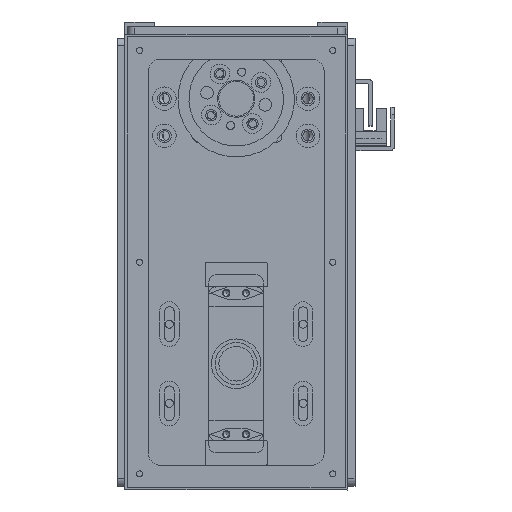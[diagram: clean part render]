
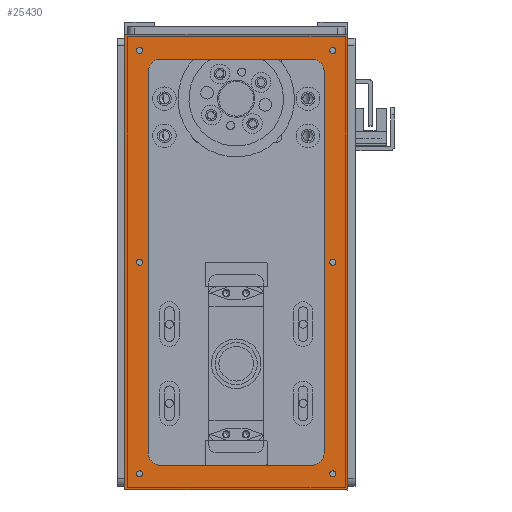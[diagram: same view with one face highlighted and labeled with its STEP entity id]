
A CAD part, left-side view. The second image highlights one B-rep face of the part: STEP entity #25430.
In plain terms, the highlighted face is planar.
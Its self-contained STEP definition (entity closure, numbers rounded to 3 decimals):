
#905=FACE_BOUND('',#5000,.T.);
#906=FACE_BOUND('',#5001,.T.);
#907=FACE_BOUND('',#5002,.T.);
#908=FACE_BOUND('',#5003,.T.);
#909=FACE_BOUND('',#5004,.T.);
#910=FACE_BOUND('',#5005,.T.);
#911=FACE_BOUND('',#5006,.T.);
#1483=PLANE('',#28200);
#3294=FACE_OUTER_BOUND('',#4999,.T.);
#4999=EDGE_LOOP('',(#22372,#22373,#22374,#22375));
#5000=EDGE_LOOP('',(#22376));
#5001=EDGE_LOOP('',(#22377));
#5002=EDGE_LOOP('',(#22378));
#5003=EDGE_LOOP('',(#22379));
#5004=EDGE_LOOP('',(#22380));
#5005=EDGE_LOOP('',(#22381));
#5006=EDGE_LOOP('',(#22382,#22383,#22384,#22385,#22386,#22387,#22388,#22389));
#6978=LINE('',#42944,#9009);
#6984=LINE('',#42959,#9015);
#6988=LINE('',#42971,#9019);
#6991=LINE('',#42980,#9022);
#7068=LINE('',#43249,#9099);
#7072=LINE('',#43257,#9103);
#7075=LINE('',#43263,#9106);
#7078=LINE('',#43268,#9109);
#9009=VECTOR('',#34437,10.);
#9015=VECTOR('',#34451,10.);
#9019=VECTOR('',#34463,10.);
#9022=VECTOR('',#34474,10.);
#9099=VECTOR('',#34755,10.);
#9103=VECTOR('',#34761,10.);
#9106=VECTOR('',#34766,10.);
#9109=VECTOR('',#34771,10.);
#10419=CIRCLE('',#28079,5.);
#10421=CIRCLE('',#28083,5.);
#10423=CIRCLE('',#28087,5.);
#10425=CIRCLE('',#28091,5.);
#10439=CIRCLE('',#28113,1.23);
#10441=CIRCLE('',#28116,1.23);
#10443=CIRCLE('',#28119,1.23);
#10445=CIRCLE('',#28122,1.23);
#10447=CIRCLE('',#28125,1.23);
#10449=CIRCLE('',#28128,1.23);
#12697=VERTEX_POINT('',#42934);
#12698=VERTEX_POINT('',#42935);
#12701=VERTEX_POINT('',#42943);
#12703=VERTEX_POINT('',#42949);
#12704=VERTEX_POINT('',#42950);
#12707=VERTEX_POINT('',#42961);
#12708=VERTEX_POINT('',#42962);
#12711=VERTEX_POINT('',#42973);
#12725=VERTEX_POINT('',#43018);
#12727=VERTEX_POINT('',#43024);
#12729=VERTEX_POINT('',#43030);
#12731=VERTEX_POINT('',#43036);
#12733=VERTEX_POINT('',#43042);
#12735=VERTEX_POINT('',#43048);
#12801=VERTEX_POINT('',#43247);
#12802=VERTEX_POINT('',#43248);
#12805=VERTEX_POINT('',#43256);
#12807=VERTEX_POINT('',#43262);
#15940=EDGE_CURVE('',#12697,#12698,#10419,.T.);
#15944=EDGE_CURVE('',#12701,#12698,#6978,.T.);
#15947=EDGE_CURVE('',#12703,#12704,#10421,.T.);
#15952=EDGE_CURVE('',#12697,#12704,#6984,.T.);
#15953=EDGE_CURVE('',#12707,#12708,#10423,.T.);
#15958=EDGE_CURVE('',#12703,#12708,#6988,.T.);
#15959=EDGE_CURVE('',#12701,#12711,#10425,.T.);
#15963=EDGE_CURVE('',#12707,#12711,#6991,.T.);
#15982=EDGE_CURVE('',#12725,#12725,#10439,.T.);
#15985=EDGE_CURVE('',#12727,#12727,#10441,.T.);
#15988=EDGE_CURVE('',#12729,#12729,#10443,.T.);
#15991=EDGE_CURVE('',#12731,#12731,#10445,.T.);
#15994=EDGE_CURVE('',#12733,#12733,#10447,.T.);
#15997=EDGE_CURVE('',#12735,#12735,#10449,.T.);
#16096=EDGE_CURVE('',#12801,#12802,#7068,.T.);
#16100=EDGE_CURVE('',#12805,#12801,#7072,.T.);
#16103=EDGE_CURVE('',#12807,#12805,#7075,.T.);
#16106=EDGE_CURVE('',#12802,#12807,#7078,.T.);
#22372=ORIENTED_EDGE('',*,*,#16106,.F.);
#22373=ORIENTED_EDGE('',*,*,#16096,.F.);
#22374=ORIENTED_EDGE('',*,*,#16100,.F.);
#22375=ORIENTED_EDGE('',*,*,#16103,.F.);
#22376=ORIENTED_EDGE('',*,*,#15982,.T.);
#22377=ORIENTED_EDGE('',*,*,#15985,.T.);
#22378=ORIENTED_EDGE('',*,*,#15988,.T.);
#22379=ORIENTED_EDGE('',*,*,#15991,.T.);
#22380=ORIENTED_EDGE('',*,*,#15994,.T.);
#22381=ORIENTED_EDGE('',*,*,#15997,.T.);
#22382=ORIENTED_EDGE('',*,*,#15944,.T.);
#22383=ORIENTED_EDGE('',*,*,#15940,.F.);
#22384=ORIENTED_EDGE('',*,*,#15952,.T.);
#22385=ORIENTED_EDGE('',*,*,#15947,.F.);
#22386=ORIENTED_EDGE('',*,*,#15958,.T.);
#22387=ORIENTED_EDGE('',*,*,#15953,.F.);
#22388=ORIENTED_EDGE('',*,*,#15963,.T.);
#22389=ORIENTED_EDGE('',*,*,#15959,.F.);
#25430=ADVANCED_FACE('',(#3294,#905,#906,#907,#908,#909,#910,#911),#1483,
 .T.);
#28079=AXIS2_PLACEMENT_3D('',#42936,#34429,#34430);
#28083=AXIS2_PLACEMENT_3D('',#42951,#34442,#34443);
#28087=AXIS2_PLACEMENT_3D('',#42963,#34454,#34455);
#28091=AXIS2_PLACEMENT_3D('',#42974,#34466,#34467);
#28113=AXIS2_PLACEMENT_3D('',#43019,#34519,#34520);
#28116=AXIS2_PLACEMENT_3D('',#43025,#34526,#34527);
#28119=AXIS2_PLACEMENT_3D('',#43031,#34533,#34534);
#28122=AXIS2_PLACEMENT_3D('',#43037,#34540,#34541);
#28125=AXIS2_PLACEMENT_3D('',#43043,#34547,#34548);
#28128=AXIS2_PLACEMENT_3D('',#43049,#34554,#34555);
#28200=AXIS2_PLACEMENT_3D('',#43271,#34775,#34776);
#34429=DIRECTION('center_axis',(0.,0.,1.));
#34430=DIRECTION('ref_axis',(0.707,0.707,0.));
#34437=DIRECTION('',(1.,0.,0.));
#34442=DIRECTION('center_axis',(0.,0.,1.));
#34443=DIRECTION('ref_axis',(0.707,-0.707,0.));
#34451=DIRECTION('',(0.,-1.,0.));
#34454=DIRECTION('center_axis',(0.,0.,1.));
#34455=DIRECTION('ref_axis',(-0.707,-0.707,0.));
#34463=DIRECTION('',(-1.,0.,0.));
#34466=DIRECTION('center_axis',(0.,0.,1.));
#34467=DIRECTION('ref_axis',(-0.707,0.707,0.));
#34474=DIRECTION('',(0.,1.,0.));
#34519=DIRECTION('center_axis',(0.,0.,-1.));
#34520=DIRECTION('ref_axis',(1.,0.,0.));
#34526=DIRECTION('center_axis',(0.,0.,-1.));
#34527=DIRECTION('ref_axis',(1.,0.,0.));
#34533=DIRECTION('center_axis',(0.,0.,-1.));
#34534=DIRECTION('ref_axis',(1.,0.,0.));
#34540=DIRECTION('center_axis',(0.,0.,-1.));
#34541=DIRECTION('ref_axis',(1.,0.,0.));
#34547=DIRECTION('center_axis',(0.,0.,-1.));
#34548=DIRECTION('ref_axis',(1.,0.,0.));
#34554=DIRECTION('center_axis',(0.,0.,-1.));
#34555=DIRECTION('ref_axis',(1.,0.,0.));
#34755=DIRECTION('',(0.,1.,0.));
#34761=DIRECTION('',(-1.,0.,0.));
#34766=DIRECTION('',(0.,-1.,0.));
#34771=DIRECTION('',(1.,0.,0.));
#34775=DIRECTION('center_axis',(0.,0.,1.));
#34776=DIRECTION('ref_axis',(1.,0.,0.));
#42934=CARTESIAN_POINT('',(82.,30.5,0.));
#42935=CARTESIAN_POINT('',(77.,35.5,0.));
#42936=CARTESIAN_POINT('Origin',(77.,30.5,0.));
#42943=CARTESIAN_POINT('',(-77.,35.5,0.));
#42944=CARTESIAN_POINT('',(-41.,35.5,0.));
#42949=CARTESIAN_POINT('',(77.,-35.5,0.));
#42950=CARTESIAN_POINT('',(82.,-30.5,0.));
#42951=CARTESIAN_POINT('Origin',(77.,-30.5,0.));
#42959=CARTESIAN_POINT('',(82.,17.75,0.));
#42961=CARTESIAN_POINT('',(-82.,-30.5,0.));
#42962=CARTESIAN_POINT('',(-77.,-35.5,0.));
#42963=CARTESIAN_POINT('Origin',(-77.,-30.5,0.));
#42971=CARTESIAN_POINT('',(41.,-35.5,0.));
#42973=CARTESIAN_POINT('',(-82.,30.5,0.));
#42974=CARTESIAN_POINT('Origin',(-77.,30.5,0.));
#42980=CARTESIAN_POINT('',(-82.,-17.75,0.));
#43018=CARTESIAN_POINT('',(84.271,39.,0.));
#43019=CARTESIAN_POINT('Origin',(85.5,39.,0.));
#43024=CARTESIAN_POINT('',(-1.23,-39.,0.));
#43025=CARTESIAN_POINT('Origin',(0.,-39.,0.));
#43030=CARTESIAN_POINT('',(-86.73,39.,0.));
#43031=CARTESIAN_POINT('Origin',(-85.5,39.,0.));
#43036=CARTESIAN_POINT('',(-86.73,-39.,0.));
#43037=CARTESIAN_POINT('Origin',(-85.5,-39.,0.));
#43042=CARTESIAN_POINT('',(84.271,-39.,0.));
#43043=CARTESIAN_POINT('Origin',(85.5,-39.,0.));
#43048=CARTESIAN_POINT('',(-1.23,39.,0.));
#43049=CARTESIAN_POINT('Origin',(0.,39.,0.));
#43247=CARTESIAN_POINT('',(-92.,-45.,0.));
#43248=CARTESIAN_POINT('',(-92.,45.,0.));
#43249=CARTESIAN_POINT('',(-92.,-45.,0.));
#43256=CARTESIAN_POINT('',(92.,-45.,0.));
#43257=CARTESIAN_POINT('',(92.,-45.,0.));
#43262=CARTESIAN_POINT('',(92.,45.,0.));
#43263=CARTESIAN_POINT('',(92.,45.,0.));
#43268=CARTESIAN_POINT('',(-92.,45.,0.));
#43271=CARTESIAN_POINT('Origin',(0.,0.,
0.));
